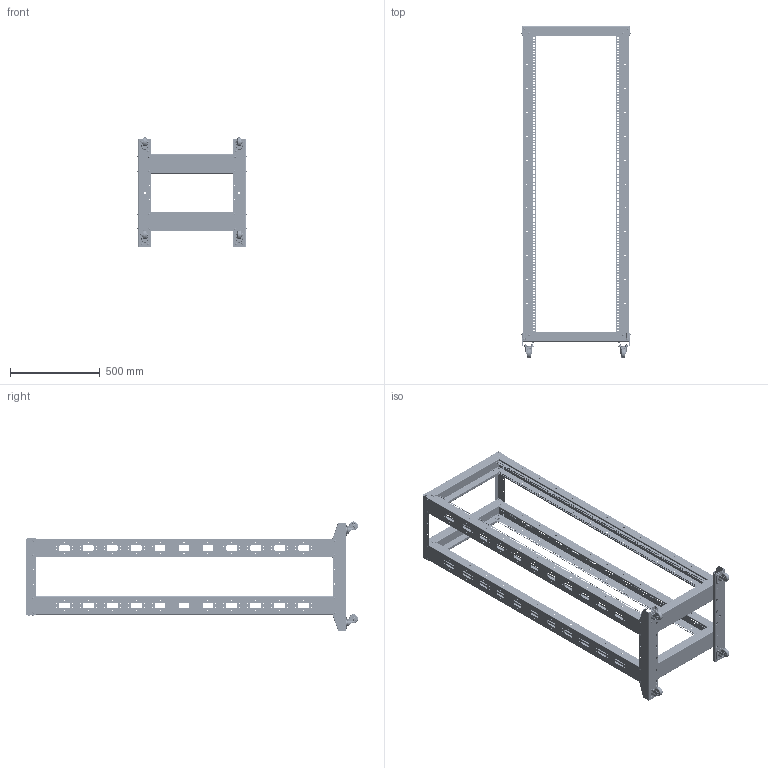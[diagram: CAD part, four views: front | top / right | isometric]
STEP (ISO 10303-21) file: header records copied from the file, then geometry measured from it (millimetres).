
FILE_DESCRIPTION (( 'STEP AP214' ), '1' );
FILE_NAME ('00406969_3D.STEP', '2022-02-28T18:07:46', ( '' ), ( '' ), 'SwSTEP 2.0', 'SolidWorks 2021', '' );
FILE_SCHEMA (( 'AUTOMOTIVE_DESIGN' ));
Length unit declared in the file: inch
Products named in the file (14): Copy of DI^Copy of DIZUO_ASM_00406969; Copy of DIZUO_ASM^00406969; Copy of GB_T6177_1M6^Copy of ASM0001_ASM_00406969; Copy of GB_T6177_1M6^Copy of LL_ASM_00406969; Copy of HHL^Copy of ASM0001_ASM_00406969; Copy of HLZJ^Copy of 42UKUANG_ASM_00406969; Copy of AA^Copy of ASM0001_ASM_00406969; Copy of LL_ASM^00406969; 00406969_3D; Copy of M6_16^Copy of LL_ASM_00406969; Copy of ZZ^Copy of 42UKUANG_ASM_00406969; Copy of 986^00406969; Copy of 42UKUANG_ASM^00406969; Copy of ASM0001_ASM^00406969
Assembly tree (82 placements, depth 3):
  00406969_3D
    Copy of DIZUO_ASM^00406969  x2
      Copy of DI^Copy of DIZUO_ASM_00406969
    Copy of 42UKUANG_ASM^00406969  x2
      Copy of ZZ^Copy of 42UKUANG_ASM_00406969
      Copy of HLZJ^Copy of 42UKUANG_ASM_00406969
    Copy of 986^00406969  x2
    Copy of ASM0001_ASM^00406969  x4
      Copy of HHL^Copy of ASM0001_ASM_00406969
      Copy of AA^Copy of ASM0001_ASM_00406969
      Copy of GB_T6177_1M6^Copy of ASM0001_ASM_00406969
    Copy of LL_ASM^00406969  x56
      Copy of M6_16^Copy of LL_ASM_00406969
      Copy of GB_T6177_1M6^Copy of LL_ASM_00406969
Bounding box: 608.38 x 1851.25 x 608.47 mm (x, y, z)
Volume: 4323318.3 mm3; surface area: 5114335.2 mm2
Topology: 160 solids, 160 shells, 14062 faces, 43542 edges, 30128 vertices
Faces by surface type: plane 6572, cylinder 4914, cone 1368, bspline 1200, torus 8
Entity records: 75907 total; most frequent: CARTESIAN_POINT 20498, ORIENTED_EDGE 11696, DIRECTION 10567, EDGE_CURVE 5848, VECTOR 4169, LINE 4169, VERTEX_POINT 3927, AXIS2_PLACEMENT_3D 3199
